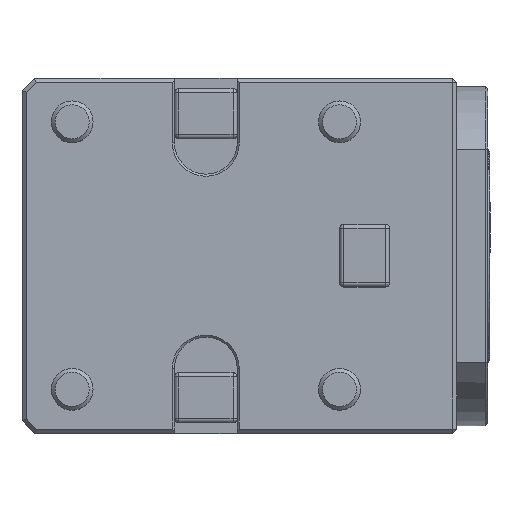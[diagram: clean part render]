
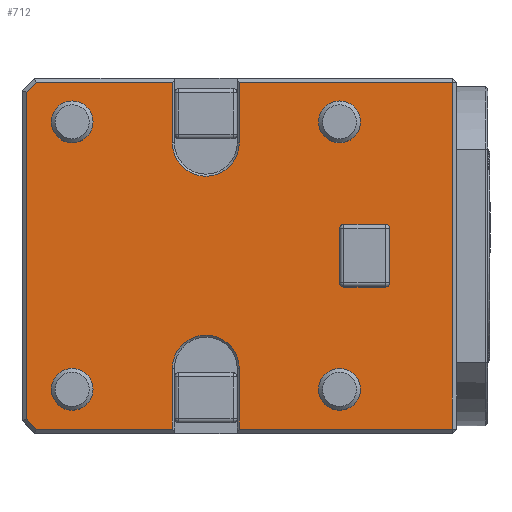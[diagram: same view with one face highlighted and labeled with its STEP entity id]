
A CAD part, top view. The second image highlights one B-rep face of the part: STEP entity #712.
In plain terms, the highlighted planar face has unit normal (0, 0, 1).
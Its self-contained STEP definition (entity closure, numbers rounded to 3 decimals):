
#130=LINE('',#4086,#356);
#152=LINE('',#4132,#378);
#165=LINE('',#4159,#391);
#179=LINE('',#4189,#405);
#190=LINE('',#4210,#416);
#210=LINE('',#4254,#436);
#211=LINE('',#4265,#437);
#212=LINE('',#4269,#438);
#213=LINE('',#4273,#439);
#214=LINE('',#4277,#440);
#215=LINE('',#4278,#441);
#216=LINE('',#4280,#442);
#217=LINE('',#4282,#443);
#218=LINE('',#4283,#444);
#219=LINE('',#4287,#445);
#220=LINE('',#4288,#446);
#356=VECTOR('',#3052,1.);
#378=VECTOR('',#3084,1.);
#391=VECTOR('',#3113,1.);
#405=VECTOR('',#3139,1.);
#416=VECTOR('',#3160,1.);
#436=VECTOR('',#3198,1.);
#437=VECTOR('',#3209,1.);
#438=VECTOR('',#3212,1.);
#439=VECTOR('',#3215,1.);
#440=VECTOR('',#3218,1.);
#441=VECTOR('',#3219,1.);
#442=VECTOR('',#3220,1.);
#443=VECTOR('',#3221,1.);
#444=VECTOR('',#3222,1.);
#445=VECTOR('',#3225,1.);
#446=VECTOR('',#3226,1.);
#593=FACE_BOUND('',#1109,.T.);
#594=FACE_BOUND('',#1110,.T.);
#595=FACE_BOUND('',#1111,.T.);
#596=FACE_BOUND('',#1112,.T.);
#597=FACE_BOUND('',#1113,.T.);
#598=FACE_BOUND('',#1114,.T.);
#712=ADVANCED_FACE('',(#593,#594,#595,#596,#597,#598),#864,.F.);
#864=PLANE('',#2720);
#1109=EDGE_LOOP('',(#1519));
#1110=EDGE_LOOP('',(#1520));
#1111=EDGE_LOOP('',(#1521));
#1112=EDGE_LOOP('',(#1522));
#1113=EDGE_LOOP('',(#1523,#1524,#1525,#1526,#1527,#1528,#1529,#1530));
#1114=EDGE_LOOP('',(#1531,#1532,#1533,#1534,#1535,#1536,#1537,#1538,#1539,
#1540,#1541,#1542,#1543,#1544));
#1519=ORIENTED_EDGE('',*,*,#2182,.F.);
#1520=ORIENTED_EDGE('',*,*,#2341,.F.);
#1521=ORIENTED_EDGE('',*,*,#2342,.F.);
#1522=ORIENTED_EDGE('',*,*,#2343,.F.);
#1523=ORIENTED_EDGE('',*,*,#2344,.T.);
#1524=ORIENTED_EDGE('',*,*,#2345,.T.);
#1525=ORIENTED_EDGE('',*,*,#2346,.T.);
#1526=ORIENTED_EDGE('',*,*,#2347,.T.);
#1527=ORIENTED_EDGE('',*,*,#2348,.T.);
#1528=ORIENTED_EDGE('',*,*,#2349,.T.);
#1529=ORIENTED_EDGE('',*,*,#2350,.T.);
#1530=ORIENTED_EDGE('',*,*,#2351,.T.);
#1531=ORIENTED_EDGE('',*,*,#2352,.T.);
#1532=ORIENTED_EDGE('',*,*,#2255,.T.);
#1533=ORIENTED_EDGE('',*,*,#2340,.T.);
#1534=ORIENTED_EDGE('',*,*,#2353,.T.);
#1535=ORIENTED_EDGE('',*,*,#2354,.T.);
#1536=ORIENTED_EDGE('',*,*,#2307,.T.);
#1537=ORIENTED_EDGE('',*,*,#2355,.T.);
#1538=ORIENTED_EDGE('',*,*,#2356,.T.);
#1539=ORIENTED_EDGE('',*,*,#2357,.T.);
#1540=ORIENTED_EDGE('',*,*,#2318,.T.);
#1541=ORIENTED_EDGE('',*,*,#2292,.T.);
#1542=ORIENTED_EDGE('',*,*,#2278,.T.);
#1543=ORIENTED_EDGE('',*,*,#2358,.T.);
#1544=ORIENTED_EDGE('',*,*,#2359,.T.);
#1960=VERTEX_POINT('',#3939);
#2015=VERTEX_POINT('',#4085);
#2016=VERTEX_POINT('',#4087);
#2034=VERTEX_POINT('',#4131);
#2035=VERTEX_POINT('',#4133);
#2040=VERTEX_POINT('',#4157);
#2050=VERTEX_POINT('',#4188);
#2051=VERTEX_POINT('',#4190);
#2056=VERTEX_POINT('',#4211);
#2070=VERTEX_POINT('',#4253);
#2071=VERTEX_POINT('',#4257);
#2072=VERTEX_POINT('',#4259);
#2073=VERTEX_POINT('',#4261);
#2074=VERTEX_POINT('',#4263);
#2075=VERTEX_POINT('',#4264);
#2076=VERTEX_POINT('',#4266);
#2077=VERTEX_POINT('',#4268);
#2078=VERTEX_POINT('',#4270);
#2079=VERTEX_POINT('',#4272);
#2080=VERTEX_POINT('',#4274);
#2081=VERTEX_POINT('',#4276);
#2082=VERTEX_POINT('',#4279);
#2083=VERTEX_POINT('',#4281);
#2084=VERTEX_POINT('',#4284);
#2085=VERTEX_POINT('',#4286);
#2086=VERTEX_POINT('',#4289);
#2182=EDGE_CURVE('',#1960,#1960,#2519,.T.);
#2255=EDGE_CURVE('',#2016,#2015,#130,.T.);
#2278=EDGE_CURVE('',#2035,#2034,#152,.T.);
#2292=EDGE_CURVE('',#2040,#2035,#165,.T.);
#2307=EDGE_CURVE('',#2051,#2050,#179,.T.);
#2318=EDGE_CURVE('',#2056,#2040,#190,.T.);
#2340=EDGE_CURVE('',#2015,#2070,#210,.T.);
#2341=EDGE_CURVE('',#2071,#2071,#2534,.T.);
#2342=EDGE_CURVE('',#2072,#2072,#2535,.T.);
#2343=EDGE_CURVE('',#2073,#2073,#2536,.T.);
#2344=EDGE_CURVE('',#2074,#2075,#2537,.T.);
#2345=EDGE_CURVE('',#2075,#2076,#211,.T.);
#2346=EDGE_CURVE('',#2076,#2077,#2538,.T.);
#2347=EDGE_CURVE('',#2077,#2078,#212,.T.);
#2348=EDGE_CURVE('',#2078,#2079,#2539,.T.);
#2349=EDGE_CURVE('',#2079,#2080,#213,.T.);
#2350=EDGE_CURVE('',#2080,#2081,#2540,.T.);
#2351=EDGE_CURVE('',#2081,#2074,#214,.T.);
#2352=EDGE_CURVE('',#2082,#2016,#215,.T.);
#2353=EDGE_CURVE('',#2070,#2083,#216,.T.);
#2354=EDGE_CURVE('',#2083,#2051,#217,.T.);
#2355=EDGE_CURVE('',#2050,#2084,#218,.T.);
#2356=EDGE_CURVE('',#2084,#2085,#2541,.T.);
#2357=EDGE_CURVE('',#2085,#2056,#219,.T.);
#2358=EDGE_CURVE('',#2034,#2086,#220,.T.);
#2359=EDGE_CURVE('',#2086,#2082,#2542,.T.);
#2519=CIRCLE('',#2646,5.);
#2534=CIRCLE('',#2711,5.);
#2535=CIRCLE('',#2712,5.);
#2536=CIRCLE('',#2713,5.);
#2537=CIRCLE('',#2714,1.);
#2538=CIRCLE('',#2715,1.);
#2539=CIRCLE('',#2716,1.);
#2540=CIRCLE('',#2717,1.);
#2541=CIRCLE('',#2718,8.);
#2542=CIRCLE('',#2719,8.);
#2646=AXIS2_PLACEMENT_3D('',#3938,#2929,#2930);
#2711=AXIS2_PLACEMENT_3D('',#4256,#3201,#3202);
#2712=AXIS2_PLACEMENT_3D('',#4258,#3203,#3204);
#2713=AXIS2_PLACEMENT_3D('',#4260,#3205,#3206);
#2714=AXIS2_PLACEMENT_3D('',#4262,#3207,#3208);
#2715=AXIS2_PLACEMENT_3D('',#4267,#3210,#3211);
#2716=AXIS2_PLACEMENT_3D('',#4271,#3213,#3214);
#2717=AXIS2_PLACEMENT_3D('',#4275,#3216,#3217);
#2718=AXIS2_PLACEMENT_3D('',#4285,#3223,#3224);
#2719=AXIS2_PLACEMENT_3D('',#4290,#3227,#3228);
#2720=AXIS2_PLACEMENT_3D('',#4291,#3229,#3230);
#2929=DIRECTION('',(0.,0.,1.));
#2930=DIRECTION('',(-1.,0.,0.));
#3052=DIRECTION('',(-1.,0.,0.));
#3084=DIRECTION('',(-1.,0.,0.));
#3113=DIRECTION('',(0.,1.,0.));
#3139=DIRECTION('',(1.,0.,0.));
#3160=DIRECTION('',(1.,0.,0.));
#3198=DIRECTION('',(-0.707,-0.707,0.));
#3201=DIRECTION('',(0.,0.,1.));
#3202=DIRECTION('',(-1.,0.,0.));
#3203=DIRECTION('',(0.,0.,1.));
#3204=DIRECTION('',(-1.,0.,0.));
#3205=DIRECTION('',(0.,0.,1.));
#3206=DIRECTION('',(-1.,0.,0.));
#3207=DIRECTION('',(0.,0.,-1.));
#3208=DIRECTION('',(-1.,0.,0.));
#3209=DIRECTION('',(0.,1.,0.));
#3210=DIRECTION('',(0.,0.,-1.));
#3211=DIRECTION('',(-1.,0.,0.));
#3212=DIRECTION('',(1.,0.,0.));
#3213=DIRECTION('',(0.,0.,-1.));
#3214=DIRECTION('',(-1.,0.,0.));
#3215=DIRECTION('',(0.,-1.,0.));
#3216=DIRECTION('',(0.,0.,-1.));
#3217=DIRECTION('',(-1.,0.,0.));
#3218=DIRECTION('',(-1.,0.,0.));
#3219=DIRECTION('',(0.,1.,0.));
#3220=DIRECTION('',(0.,-1.,0.));
#3221=DIRECTION('',(0.707,-0.707,0.));
#3222=DIRECTION('',(0.,1.,0.));
#3223=DIRECTION('',(0.,0.,-1.));
#3224=DIRECTION('',(-1.,0.,0.));
#3225=DIRECTION('',(0.,-1.,0.));
#3226=DIRECTION('',(0.,-1.,0.));
#3227=DIRECTION('',(0.,0.,-1.));
#3228=DIRECTION('',(-1.,0.,0.));
#3229=DIRECTION('',(0.,0.,-1.));
#3230=DIRECTION('',(1.,0.,0.));
#3938=CARTESIAN_POINT('',(32.,32.,0.));
#3939=CARTESIAN_POINT('',(27.,32.,0.));
#4085=CARTESIAN_POINT('',(-40.586,41.5,0.));
#4086=CARTESIAN_POINT('',(-44.,41.5,0.));
#4087=CARTESIAN_POINT('',(-8.,41.5,0.));
#4131=CARTESIAN_POINT('',(8.,41.5,0.));
#4132=CARTESIAN_POINT('',(-44.,41.5,0.));
#4133=CARTESIAN_POINT('',(59.,41.5,0.));
#4157=CARTESIAN_POINT('',(59.,-41.5,0.));
#4159=CARTESIAN_POINT('',(59.,-42.5,0.));
#4188=CARTESIAN_POINT('',(-8.,-41.5,0.));
#4189=CARTESIAN_POINT('',(-8.,-41.5,0.));
#4190=CARTESIAN_POINT('',(-40.586,-41.5,0.));
#4210=CARTESIAN_POINT('',(60.,-41.5,0.));
#4211=CARTESIAN_POINT('',(8.,-41.5,0.));
#4253=CARTESIAN_POINT('',(-43.,39.086,0.));
#4254=CARTESIAN_POINT('',(-43.293,38.793,0.));
#4256=CARTESIAN_POINT('',(-32.,-32.,0.));
#4257=CARTESIAN_POINT('',(-37.,-32.,0.));
#4258=CARTESIAN_POINT('',(-32.,32.,0.));
#4259=CARTESIAN_POINT('',(-37.,32.,0.));
#4260=CARTESIAN_POINT('',(32.,-32.,0.));
#4261=CARTESIAN_POINT('',(27.,-32.,0.));
#4262=CARTESIAN_POINT('',(33.,-6.5,0.));
#4263=CARTESIAN_POINT('',(33.,-7.5,0.));
#4264=CARTESIAN_POINT('',(32.,-6.5,0.));
#4265=CARTESIAN_POINT('',(32.,-42.5,0.));
#4266=CARTESIAN_POINT('',(32.,6.5,0.));
#4267=CARTESIAN_POINT('',(33.,6.5,0.));
#4268=CARTESIAN_POINT('',(33.,7.5,0.));
#4269=CARTESIAN_POINT('',(-44.,7.5,0.));
#4270=CARTESIAN_POINT('',(43.,7.5,0.));
#4271=CARTESIAN_POINT('',(43.,6.5,0.));
#4272=CARTESIAN_POINT('',(44.,6.5,0.));
#4273=CARTESIAN_POINT('',(44.,-42.5,0.));
#4274=CARTESIAN_POINT('',(44.,-6.5,0.));
#4275=CARTESIAN_POINT('',(43.,-6.5,0.));
#4276=CARTESIAN_POINT('',(43.,-7.5,0.));
#4277=CARTESIAN_POINT('',(-44.,-7.5,0.));
#4278=CARTESIAN_POINT('',(-8.,42.5,0.));
#4279=CARTESIAN_POINT('',(-8.,27.,0.));
#4280=CARTESIAN_POINT('',(-43.,-42.5,0.));
#4281=CARTESIAN_POINT('',(-43.,-39.086,0.));
#4282=CARTESIAN_POINT('',(-40.293,-41.793,0.));
#4283=CARTESIAN_POINT('',(-8.,-42.5,0.));
#4284=CARTESIAN_POINT('',(-8.,-27.,0.));
#4285=CARTESIAN_POINT('',(0.,-27.,0.));
#4286=CARTESIAN_POINT('',(8.,-27.,0.));
#4287=CARTESIAN_POINT('',(8.,-42.5,0.));
#4288=CARTESIAN_POINT('',(8.,27.,0.));
#4289=CARTESIAN_POINT('',(8.,27.,0.));
#4290=CARTESIAN_POINT('',(0.,27.,0.));
#4291=CARTESIAN_POINT('',(-44.,-42.5,0.));
